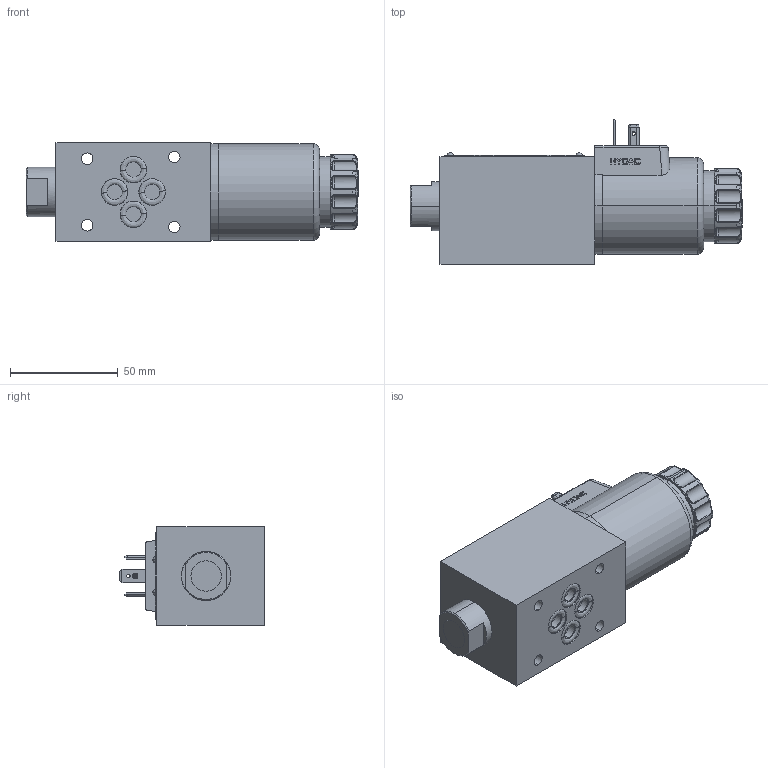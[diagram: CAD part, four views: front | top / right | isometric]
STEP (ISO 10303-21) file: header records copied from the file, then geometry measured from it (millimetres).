
FILE_DESCRIPTION (( 'STEP AP214' ), '1' );
FILE_NAME ('WVM-6I-42-D.STEP', '2017-06-15T11:20:51', ( 'admin' ), ( '' ), 'SwSTEP 2.0', 'SolidWorks 2016', '' );
FILE_SCHEMA (( 'AUTOMOTIVE_DESIGN' ));
Length unit declared in the file: millimetre
Products named in the file (1): WVM-6I-42-D
Bounding box: 154.31 x 67.1 x 46 mm (x, y, z)
Volume: 267778 mm3; surface area: 35594.7 mm2
Topology: 5 solids, 8 shells, 668 faces, 1609 edges, 967 vertices
Faces by surface type: plane 248, cylinder 170, bspline 90, torus 84, cone 48, sphere 28
Entity records: 29673 total; most frequent: CARTESIAN_POINT 7142, DIRECTION 3217, ORIENTED_EDGE 3166, EDGE_CURVE 1583, AXIS2_PLACEMENT_3D 1232, VERTEX_POINT 967, LINE 753, VECTOR 753
